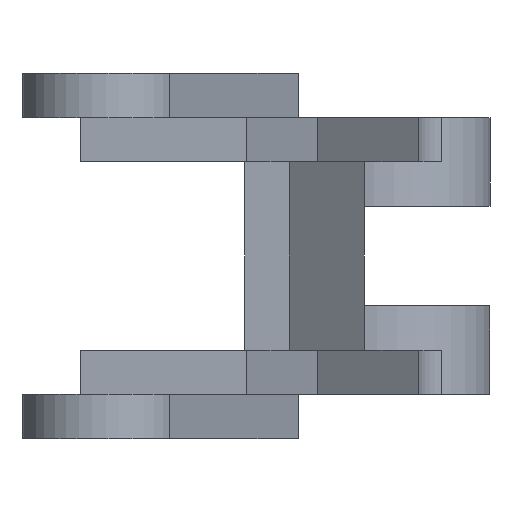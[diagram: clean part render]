
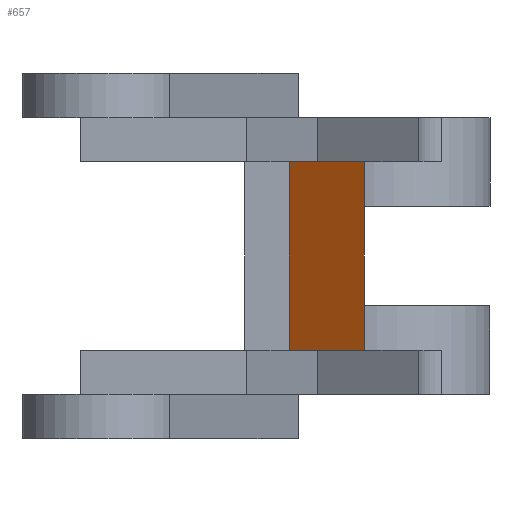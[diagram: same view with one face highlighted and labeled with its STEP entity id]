
A CAD part, left-side view. The second image highlights one B-rep face of the part: STEP entity #657.
In plain terms, the highlighted planar face has unit normal (-0.059, -0.998, 0).
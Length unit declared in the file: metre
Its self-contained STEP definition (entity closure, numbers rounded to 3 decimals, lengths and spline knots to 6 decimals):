
#407 = EDGE_CURVE( '', #850, #851, #852, .T. );
#439 = EDGE_CURVE( '', #830, #759, #902, .T. );
#515 = EDGE_CURVE( '', #851, #830, #1009, .T. );
#613 = EDGE_CURVE( '', #759, #850, #1139, .T. );
#657 = ADVANCED_FACE( '', ( #1194 ), #1195, .F. );
#759 = VERTEX_POINT( '', #1254 );
#830 = VERTEX_POINT( '', #1352 );
#850 = VERTEX_POINT( '', #1378 );
#851 = VERTEX_POINT( '', #1379 );
#852 = LINE( '', #1380, #1381 );
#902 = LINE( '', #1449, #1450 );
#1009 = LINE( '', #1605, #1606 );
#1139 = LINE( '', #1789, #1790 );
#1194 = FACE_OUTER_BOUND( '', #1867, .T. );
#1195 = PLANE( '', #1868 );
#1254 = CARTESIAN_POINT( '', ( 1.330677, -0.047859, 0.017 ) );
#1352 = CARTESIAN_POINT( '', ( 1.101078, -0.034287, 0.017 ) );
#1378 = CARTESIAN_POINT( '', ( 1.330677, -0.047859, -0.017 ) );
#1379 = CARTESIAN_POINT( '', ( 1.101078, -0.034287, -0.017 ) );
#1380 = CARTESIAN_POINT( '', ( 1.330677, -0.047859, -0.017 ) );
#1381 = VECTOR( '', #2010, 1. );
#1449 = CARTESIAN_POINT( '', ( 1.101078, -0.034287, 0.017 ) );
#1450 = VECTOR( '', #2075, 1. );
#1605 = CARTESIAN_POINT( '', ( 1.101078, -0.034287, -0.017 ) );
#1606 = VECTOR( '', #2196, 1. );
#1789 = CARTESIAN_POINT( '', ( 1.330677, -0.047859, 0.017 ) );
#1790 = VECTOR( '', #2376, 1. );
#1867 = EDGE_LOOP( '', ( #2461, #2462, #2463, #2464 ) );
#1868 = AXIS2_PLACEMENT_3D( '', #2465, #2466, #2467 );
#2010 = DIRECTION( '', ( -0.998, 0.059, 0. ) );
#2075 = DIRECTION( '', ( 0.998, -0.059, 0. ) );
#2196 = DIRECTION( '', ( 0., 0., 1. ) );
#2376 = DIRECTION( '', ( 0., 0., -1. ) );
#2461 = ORIENTED_EDGE( '', *, *, #613, .F. );
#2462 = ORIENTED_EDGE( '', *, *, #439, .F. );
#2463 = ORIENTED_EDGE( '', *, *, #515, .F. );
#2464 = ORIENTED_EDGE( '', *, *, #407, .F. );
#2465 = CARTESIAN_POINT( '', ( 1.205297, -0.040448, 0.046336 ) );
#2466 = DIRECTION( '', ( 0.059, 0.998, 0. ) );
#2467 = DIRECTION( '', ( 0., 0., -1. ) );
